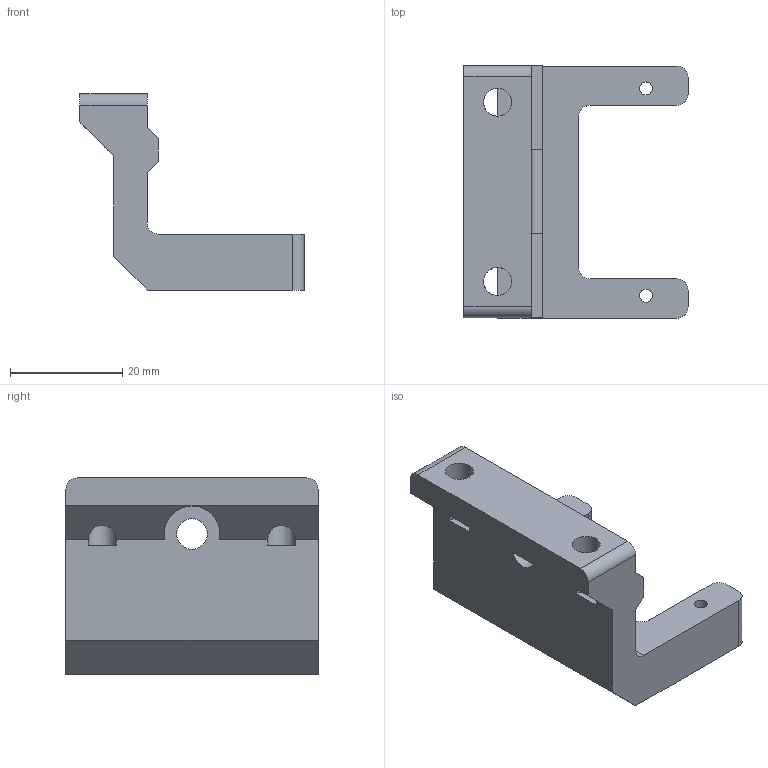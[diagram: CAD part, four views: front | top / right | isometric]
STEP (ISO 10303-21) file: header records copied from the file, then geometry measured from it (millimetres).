
FILE_DESCRIPTION(/* description */ (''),/* implementation_level */ '2;1');
FILE_NAME(/* name */ '02_27__XP__Fix_Front_Door_Magnet___V1.0.step',/* time_stamp */ '2025-04-03T11:31:09+02:00',/* author */ (''),/* organization */ (''),/* preprocessor_version */ 'ST-DEVELOPER v20.1',/* originating_system */ 'Autodesk Translation Framework v14.4.0.0',/* authorisation */ '');
FILE_SCHEMA (('AUTOMOTIVE_DESIGN { 1 0 10303 214 3 1 1 }'));
Length unit declared in the file: millimetre
Products named in the file (1): 02_27__XP__Fix_Front_Door_Magnet___V1.0
Bounding box: 40 x 45 x 35 mm (x, y, z)
Volume: 16935.8 mm3; surface area: 7143 mm2
Topology: 1 solids, 1 shells, 43 faces, 126 edges, 83 vertices
Faces by surface type: plane 26, cylinder 15, cone 2
Full cylindrical faces by diameter (mm): 2.3 x2, 5 x2, 5.5 x1
Entity records: 1493 total; most frequent: CARTESIAN_POINT 253, ORIENTED_EDGE 252, DIRECTION 251, EDGE_CURVE 126, LINE 89, VECTOR 89, VERTEX_POINT 83, AXIS2_PLACEMENT_3D 81
